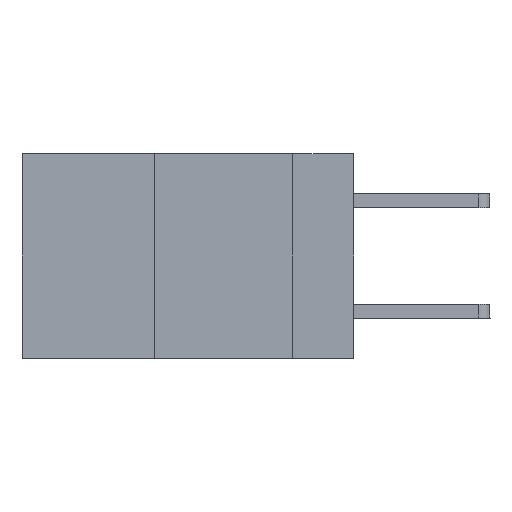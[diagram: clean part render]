
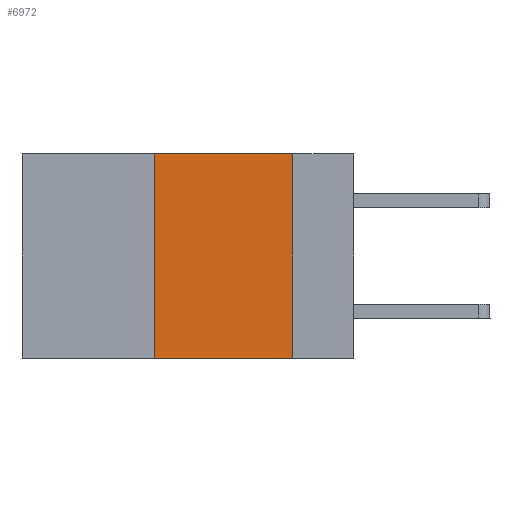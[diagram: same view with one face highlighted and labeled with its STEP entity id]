
A CAD part, left-side view. The second image highlights one B-rep face of the part: STEP entity #6972.
In plain terms, the highlighted planar face has unit normal (-1, 0, 0).
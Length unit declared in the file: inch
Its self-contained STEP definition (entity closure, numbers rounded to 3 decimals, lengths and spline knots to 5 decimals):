
#130 = CARTESIAN_POINT ( 'NONE',  ( 0., 0.36, -0.37 ) ) ;
#224 = VERTEX_POINT ( 'NONE', #5055 ) ;
#1115 = ORIENTED_EDGE ( 'NONE', *, *, #10359, .F. ) ;
#1575 = AXIS2_PLACEMENT_3D ( 'NONE', #7975, #12156, #2689 ) ;
#2169 = CARTESIAN_POINT ( 'NONE',  ( 0., 0.11, -0.37 ) ) ;
#2689 = DIRECTION ( 'NONE',  ( 0., 0., -1. ) ) ;
#3575 = EDGE_CURVE ( 'NONE', #10865, #12730, #6651, .T. ) ;
#3631 = ORIENTED_EDGE ( 'NONE', *, *, #3575, .T. ) ;
#4616 = LINE ( 'NONE', #5819, #5949 ) ;
#5055 = CARTESIAN_POINT ( 'NONE',  ( 0., 0.36, 0. ) ) ;
#5431 = DIRECTION ( 'NONE',  ( 0., -1., 0. ) ) ;
#5641 = VECTOR ( 'NONE', #7176, 39.37008 ) ;
#5819 = CARTESIAN_POINT ( 'NONE',  ( 0., 0.11, 0. ) ) ;
#5949 = VECTOR ( 'NONE', #10087, 39.37008 ) ;
#6260 = ORIENTED_EDGE ( 'NONE', *, *, #8479, .F. ) ;
#6442 = EDGE_LOOP ( 'NONE', ( #1115, #6260, #8778, #3631 ) ) ;
#6484 = LINE ( 'NONE', #10614, #11038 ) ;
#6651 = LINE ( 'NONE', #7091, #5641 ) ;
#6803 = DIRECTION ( 'NONE',  ( 0., 0., 1. ) ) ;
#6972 = ADVANCED_FACE ( 'NONE', ( #11240 ), #10915, .F. ) ;
#7091 = CARTESIAN_POINT ( 'NONE',  ( 0., 0.6, -0.37 ) ) ;
#7176 = DIRECTION ( 'NONE',  ( 0., -1., 0. ) ) ;
#7812 = CARTESIAN_POINT ( 'NONE',  ( 0., 0.36, 0. ) ) ;
#7975 = CARTESIAN_POINT ( 'NONE',  ( 0., 0.6, 0. ) ) ;
#8479 = EDGE_CURVE ( 'NONE', #224, #11518, #6484, .T. ) ;
#8778 = ORIENTED_EDGE ( 'NONE', *, *, #9071, .F. ) ;
#9071 = EDGE_CURVE ( 'NONE', #10865, #224, #9092, .T. ) ;
#9092 = LINE ( 'NONE', #7812, #11341 ) ;
#10087 = DIRECTION ( 'NONE',  ( 0., 0., -1. ) ) ;
#10359 = EDGE_CURVE ( 'NONE', #11518, #12730, #4616, .T. ) ;
#10614 = CARTESIAN_POINT ( 'NONE',  ( 0., 0.6, 0. ) ) ;
#10865 = VERTEX_POINT ( 'NONE', #130 ) ;
#10915 = PLANE ( 'NONE',  #1575 ) ;
#11038 = VECTOR ( 'NONE', #5431, 39.37008 ) ;
#11240 = FACE_OUTER_BOUND ( 'NONE', #6442, .T. ) ;
#11341 = VECTOR ( 'NONE', #6803, 39.37008 ) ;
#11518 = VERTEX_POINT ( 'NONE', #13185 ) ;
#12156 = DIRECTION ( 'NONE',  ( 1., 0., 0. ) ) ;
#12730 = VERTEX_POINT ( 'NONE', #2169 ) ;
#13185 = CARTESIAN_POINT ( 'NONE',  ( 0., 0.11, 0. ) ) ;
